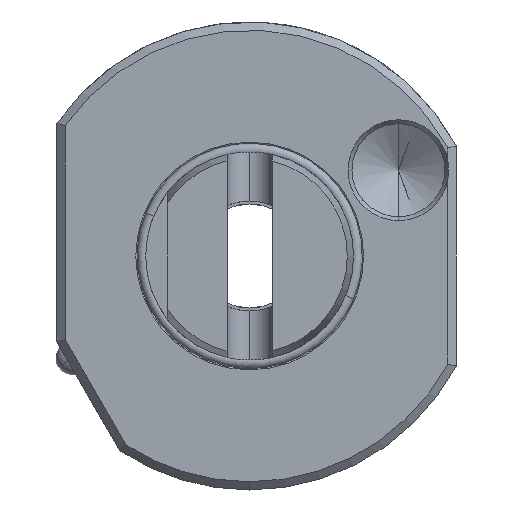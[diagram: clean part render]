
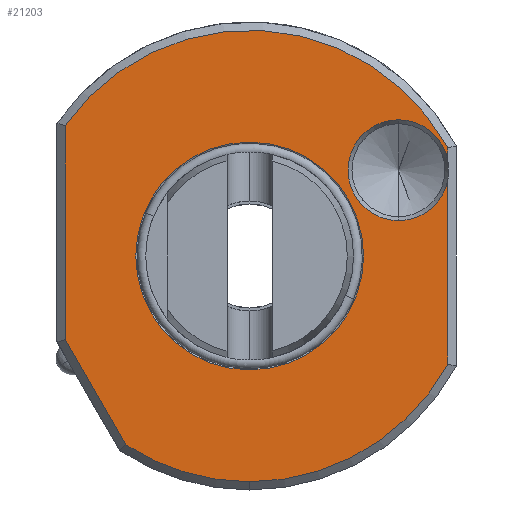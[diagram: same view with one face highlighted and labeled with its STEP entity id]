
A CAD part, left-side view. The second image highlights one B-rep face of the part: STEP entity #21203.
In plain terms, the highlighted planar face has unit normal (-1, 0, 0).
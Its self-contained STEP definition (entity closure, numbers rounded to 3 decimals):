
#496 = DIRECTION ( 'NONE',  ( 1., 0., 0. ) ) ;
#522 = DIRECTION ( 'NONE',  ( 0., 0., -1. ) ) ;
#524 = CARTESIAN_POINT ( 'NONE',  ( 1., 0., 0. ) ) ;
#2840 = EDGE_CURVE ( 'NONE', #18485, #18400, #30533, .T. ) ;
#2954 = EDGE_CURVE ( 'NONE', #18544, #18465, #32272, .T. ) ;
#5805 = CIRCLE ( 'NONE', #6512, 32.8 ) ;
#5981 = VERTEX_POINT ( 'NONE', #12849 ) ;
#5986 = VERTEX_POINT ( 'NONE', #29924 ) ;
#6017 = VERTEX_POINT ( 'NONE', #29975 ) ;
#6289 = VERTEX_POINT ( 'NONE', #29934 ) ;
#6307 = VERTEX_POINT ( 'NONE', #29926 ) ;
#6310 = VERTEX_POINT ( 'NONE', #30017 ) ;
#6353 = VERTEX_POINT ( 'NONE', #29981 ) ;
#6458 = AXIS2_PLACEMENT_3D ( 'NONE', #32823, #32788, #32812 ) ;
#6512 = AXIS2_PLACEMENT_3D ( 'NONE', #29416, #29402, #29410 ) ;
#6535 = AXIS2_PLACEMENT_3D ( 'NONE', #16167, #16177, #16195 ) ;
#6537 = AXIS2_PLACEMENT_3D ( 'NONE', #29812, #16188, #16197 ) ;
#6540 = AXIS2_PLACEMENT_3D ( 'NONE', #15032, #15033, #15056 ) ;
#6559 = AXIS2_PLACEMENT_3D ( 'NONE', #524, #496, #522 ) ;
#6740 = EDGE_CURVE ( 'NONE', #5986, #6310, #5805, .T. ) ;
#6800 = EDGE_CURVE ( 'NONE', #18465, #6353, #23308, .T. ) ;
#6834 = EDGE_CURVE ( 'NONE', #6289, #6353, #23344, .T. ) ;
#6835 = EDGE_CURVE ( 'NONE', #18400, #18544, #23293, .T. ) ;
#6838 = EDGE_CURVE ( 'NONE', #5981, #18591, #23329, .T. ) ;
#6848 = EDGE_CURVE ( 'NONE', #6017, #18485, #23274, .T. ) ;
#6910 = EDGE_CURVE ( 'NONE', #6307, #6310, #29007, .T. ) ;
#6919 = EDGE_CURVE ( 'NONE', #6289, #6307, #29009, .T. ) ;
#7165 = AXIS2_PLACEMENT_3D ( 'NONE', #32465, #32536, #32533 ) ;
#7366 = AXIS2_PLACEMENT_3D ( 'NONE', #9449, #9424, #9438 ) ;
#7458 = AXIS2_PLACEMENT_3D ( 'NONE', #17467, #17430, #17452 ) ;
#7750 = CIRCLE ( 'NONE', #6559, 32.8 ) ;
#8321 = FACE_OUTER_BOUND ( 'NONE', #18018, .T. ) ;
#8345 = FACE_BOUND ( 'NONE', #18000, .T. ) ;
#8500 = CIRCLE ( 'NONE', #7458, 16.55 ) ;
#9424 = DIRECTION ( 'NONE',  ( 1., 0., 0. ) ) ;
#9438 = DIRECTION ( 'NONE',  ( 0., 0., -1. ) ) ;
#9446 = PLANE ( 'NONE',  #7366 ) ;
#9449 = CARTESIAN_POINT ( 'NONE',  ( 1., 32.8, 0. ) ) ;
#12576 = EDGE_CURVE ( 'NONE', #6017, #5986, #7750, .T. ) ;
#12849 = CARTESIAN_POINT ( 'NONE',  ( 1., 0., -16.55 ) ) ;
#15032 = CARTESIAN_POINT ( 'NONE',  ( 1., 0., 0. ) ) ;
#15033 = DIRECTION ( 'NONE',  ( 1., 0., 0. ) ) ;
#15048 = CARTESIAN_POINT ( 'NONE',  ( 1., -28.8, 0. ) ) ;
#15052 = DIRECTION ( 'NONE',  ( 0., 0., 1. ) ) ;
#15056 = DIRECTION ( 'NONE',  ( 0., 0., -1. ) ) ;
#15414 = CARTESIAN_POINT ( 'NONE',  ( 1., 33.566, -0.442 ) ) ;
#15415 = DIRECTION ( 'NONE',  ( 0., -0.5, -0.866 ) ) ;
#15469 = CARTESIAN_POINT ( 'NONE',  ( 1., 26.8, -17.083 ) ) ;
#15725 = DIRECTION ( 'NONE',  ( 0., 0., -1. ) ) ;
#16167 = CARTESIAN_POINT ( 'NONE',  ( 1., -21.62, 12.47 ) ) ;
#16177 = DIRECTION ( 'NONE',  ( 1., 0., 0. ) ) ;
#16188 = DIRECTION ( 'NONE',  ( 1., 0., 0. ) ) ;
#16195 = DIRECTION ( 'NONE',  ( 0., 0., -1. ) ) ;
#16197 = DIRECTION ( 'NONE',  ( 0., 0., -1. ) ) ;
#16840 = ORIENTED_EDGE ( 'NONE', *, *, #30270, .T. ) ;
#16860 = ORIENTED_EDGE ( 'NONE', *, *, #12576, .F. ) ;
#16893 = ORIENTED_EDGE ( 'NONE', *, *, #2840, .T. ) ;
#16899 = ORIENTED_EDGE ( 'NONE', *, *, #6848, .T. ) ;
#16904 = ORIENTED_EDGE ( 'NONE', *, *, #6834, .F. ) ;
#16906 = ORIENTED_EDGE ( 'NONE', *, *, #6740, .F. ) ;
#16911 = ORIENTED_EDGE ( 'NONE', *, *, #6910, .T. ) ;
#16912 = ORIENTED_EDGE ( 'NONE', *, *, #6838, .T. ) ;
#16913 = ORIENTED_EDGE ( 'NONE', *, *, #6800, .T. ) ;
#16916 = ORIENTED_EDGE ( 'NONE', *, *, #2954, .T. ) ;
#16919 = ORIENTED_EDGE ( 'NONE', *, *, #6835, .T. ) ;
#16922 = ORIENTED_EDGE ( 'NONE', *, *, #6919, .T. ) ;
#17430 = DIRECTION ( 'NONE',  ( 1., 0., 0. ) ) ;
#17452 = DIRECTION ( 'NONE',  ( 0., 0., -1. ) ) ;
#17467 = CARTESIAN_POINT ( 'NONE',  ( 1., 0., 0. ) ) ;
#18000 = EDGE_LOOP ( 'NONE', ( #16840, #16912 ) ) ;
#18018 = EDGE_LOOP ( 'NONE', ( #16922, #16911, #16906, #16860, #16899, #16893, #16919, #16916, #16913, #16904 ) ) ;
#18400 = VERTEX_POINT ( 'NONE', #24491 ) ;
#18465 = VERTEX_POINT ( 'NONE', #24567 ) ;
#18485 = VERTEX_POINT ( 'NONE', #24584 ) ;
#18544 = VERTEX_POINT ( 'NONE', #24594 ) ;
#18591 = VERTEX_POINT ( 'NONE', #21757 ) ;
#21203 = ADVANCED_FACE ( 'NONE', ( #8345, #8321 ), #9446, .F. ) ;
#21757 = CARTESIAN_POINT ( 'NONE',  ( 1., 0., 16.55 ) ) ;
#23271 = VECTOR ( 'NONE', #15052, 1000. ) ;
#23274 = LINE ( 'NONE', #15048, #23271 ) ;
#23293 = CIRCLE ( 'NONE', #6535, 7.327 ) ;
#23308 = LINE ( 'NONE', #29745, #23320 ) ;
#23320 = VECTOR ( 'NONE', #29735, 1000. ) ;
#23329 = CIRCLE ( 'NONE', #6540, 16.55 ) ;
#23344 = CIRCLE ( 'NONE', #6537, 32.8 ) ;
#24491 = CARTESIAN_POINT ( 'NONE',  ( 1., -21.62, 5.143 ) ) ;
#24567 = CARTESIAN_POINT ( 'NONE',  ( 1., -28.8, 13.932 ) ) ;
#24584 = CARTESIAN_POINT ( 'NONE',  ( 1., -28.8, 11.008 ) ) ;
#24594 = CARTESIAN_POINT ( 'NONE',  ( 1., -21.62, 19.797 ) ) ;
#29007 = LINE ( 'NONE', #15414, #29016 ) ;
#29009 = LINE ( 'NONE', #15469, #29025 ) ;
#29016 = VECTOR ( 'NONE', #15415, 1000. ) ;
#29025 = VECTOR ( 'NONE', #15725, 1000. ) ;
#29402 = DIRECTION ( 'NONE',  ( 1., 0., 0. ) ) ;
#29410 = DIRECTION ( 'NONE',  ( 0., 0., -1. ) ) ;
#29416 = CARTESIAN_POINT ( 'NONE',  ( 1., 0., 0. ) ) ;
#29735 = DIRECTION ( 'NONE',  ( 0., 0., 1. ) ) ;
#29745 = CARTESIAN_POINT ( 'NONE',  ( 1., -28.8, 0. ) ) ;
#29812 = CARTESIAN_POINT ( 'NONE',  ( 1., 0., 0. ) ) ;
#29924 = CARTESIAN_POINT ( 'NONE',  ( 1., 0., -32.8 ) ) ;
#29926 = CARTESIAN_POINT ( 'NONE',  ( 1., 26.8, -12.161 ) ) ;
#29934 = CARTESIAN_POINT ( 'NONE',  ( 1., 26.8, 18.91 ) ) ;
#29975 = CARTESIAN_POINT ( 'NONE',  ( 1., -28.8, -15.697 ) ) ;
#29981 = CARTESIAN_POINT ( 'NONE',  ( 1., -28.8, 15.697 ) ) ;
#30017 = CARTESIAN_POINT ( 'NONE',  ( 1., 17.985, -27.43 ) ) ;
#30270 = EDGE_CURVE ( 'NONE', #18591, #5981, #8500, .T. ) ;
#30533 = CIRCLE ( 'NONE', #7165, 7.327 ) ;
#32272 = CIRCLE ( 'NONE', #6458, 7.327 ) ;
#32465 = CARTESIAN_POINT ( 'NONE',  ( 1., -21.62, 12.47 ) ) ;
#32533 = DIRECTION ( 'NONE',  ( 0., 0., -1. ) ) ;
#32536 = DIRECTION ( 'NONE',  ( 1., 0., 0. ) ) ;
#32788 = DIRECTION ( 'NONE',  ( 1., 0., 0. ) ) ;
#32812 = DIRECTION ( 'NONE',  ( 0., 0., -1. ) ) ;
#32823 = CARTESIAN_POINT ( 'NONE',  ( 1., -21.62, 12.47 ) ) ;
